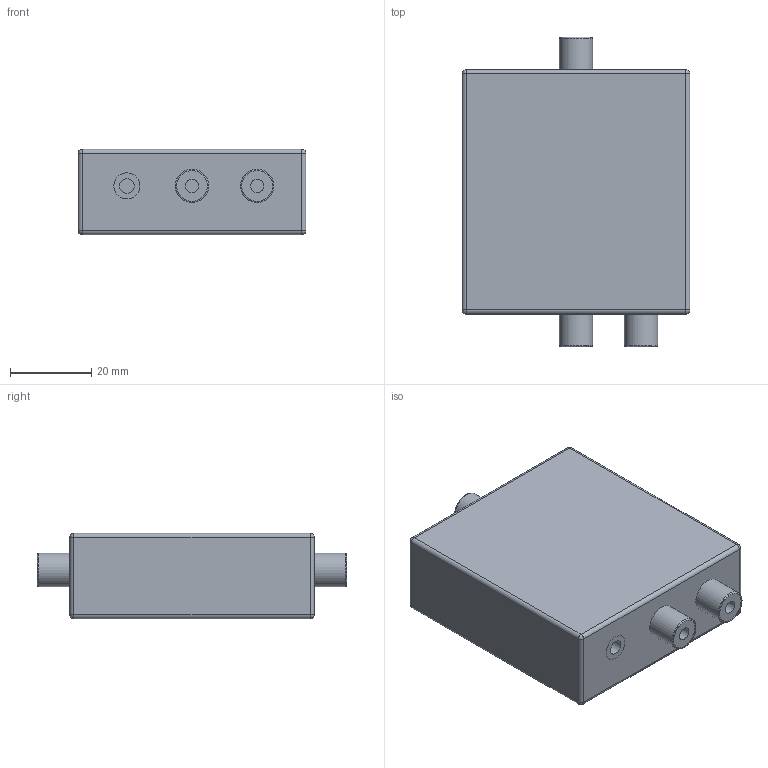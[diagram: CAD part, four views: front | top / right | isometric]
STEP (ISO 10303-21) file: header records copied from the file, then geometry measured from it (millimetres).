
FILE_DESCRIPTION(('FreeCAD Model'),'2;1');
FILE_NAME('Prozor_DAC.step', '2021-01-14T15:50:49',('Author'),(''), 'Open CASCADE STEP processor 7.3','FreeCAD','Unknown');
FILE_SCHEMA(('AUTOMOTIVE_DESIGN { 1 0 10303 214 1 1 1 1 }'));
Length unit declared in the file: millimetre
Products named in the file (1): Prozor_DAC
Bounding box: 56 x 76 x 21 mm (x, y, z)
Volume: 71219.1 mm3; surface area: 12382.9 mm2
Topology: 1 solids, 1 shells, 57 faces, 115 edges, 62 vertices
Faces by surface type: plane 24, cylinder 22, sphere 8, revolution 3
Full cylindrical faces by diameter (mm): 3.2 x3, 3.6 x1, 7.6 x3, 8.2 x3
Entity records: 3243 total; most frequent: CARTESIAN_POINT 486, DIRECTION 482, LINE 254, VECTOR 254, ORIENTED_EDGE 214, PCURVE 214, DEFINITIONAL_REPRESENTATION 214, AXIS2_PLACEMENT_3D 107
